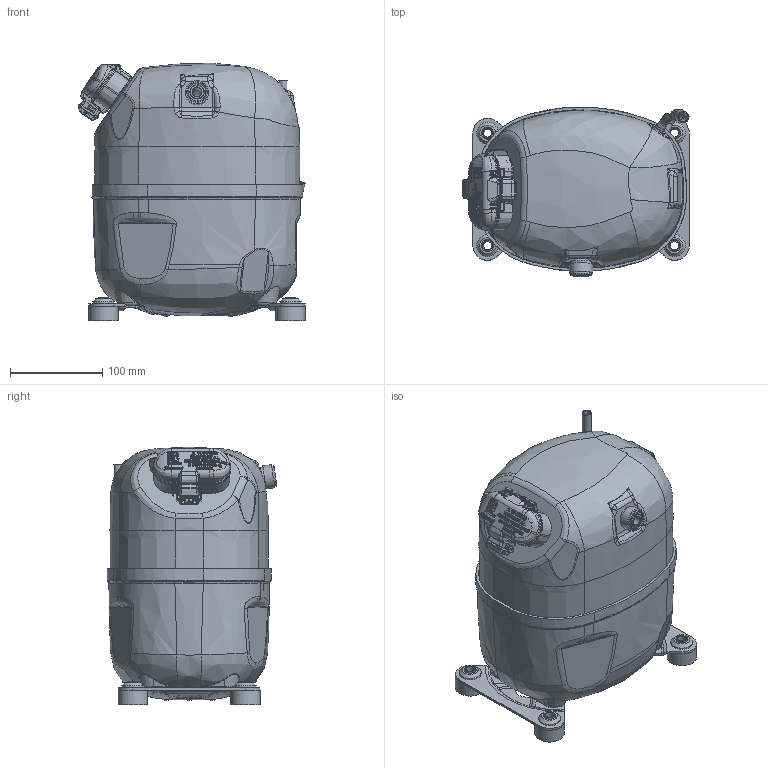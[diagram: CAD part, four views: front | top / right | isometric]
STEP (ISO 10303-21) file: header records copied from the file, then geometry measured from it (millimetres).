
FILE_DESCRIPTION(/* description */ (''),/* implementation_level */ '2;1');
FILE_NAME(/* name */ 'DCAJ707_c-m.stp',/* time_stamp */ '2017-11-24T13:19:51+01:00',/* author */ (''),/* organization */ (''),/* preprocessor_version */ 'ST-DEVELOPER v16',/* originating_system */ 'SIEMENS PLM Software NX 10.0',/* authorisation */ '');
FILE_SCHEMA (('CONFIG_CONTROL_DESIGN'));
Products named in the file (1): DCAJ707_c-m
Bounding box: 246.11 x 184.3 x 279.82 mm (x, y, z)
Volume: 753732.1 mm3; surface area: 532361.6 mm2
Topology: 33 solids, 33 shells, 6106 faces, 15893 edges, 9990 vertices
Faces by surface type: plane 2263, bspline 1306, extrusion 1048, cylinder 984, cone 217, torus 184, sphere 104
Full cylindrical faces by diameter (mm): 1.7 x3, 3.17 x9, 3.47 x3, 6 x15, 6.1 x6, 6.45 x1, 6.52 x5, 8.8 x4, 9 x3, 9.45 x1, 9.52 x5, 9.57 x1, 9.6 x3, 11 x5, 11.15 x4, 12.6 x1, 13 x4, 13.5 x2, 15.48 x1, 16.5 x2, 16.8 x1, 19 x8, 19.17 x1, 22.7 x2, 23.8 x4, 25.35 x1, 25.4 x1, 27.3 x1, 28.25 x1, 28.95 x1
Entity records: 277241 total; most frequent: CARTESIAN_POINT 143165, ORIENTED_EDGE 31120, DIRECTION 21753, EDGE_CURVE 15560, VERTEX_POINT 9881, VECTOR 8269, LINE 7221, AXIS2_PLACEMENT_3D 6742
